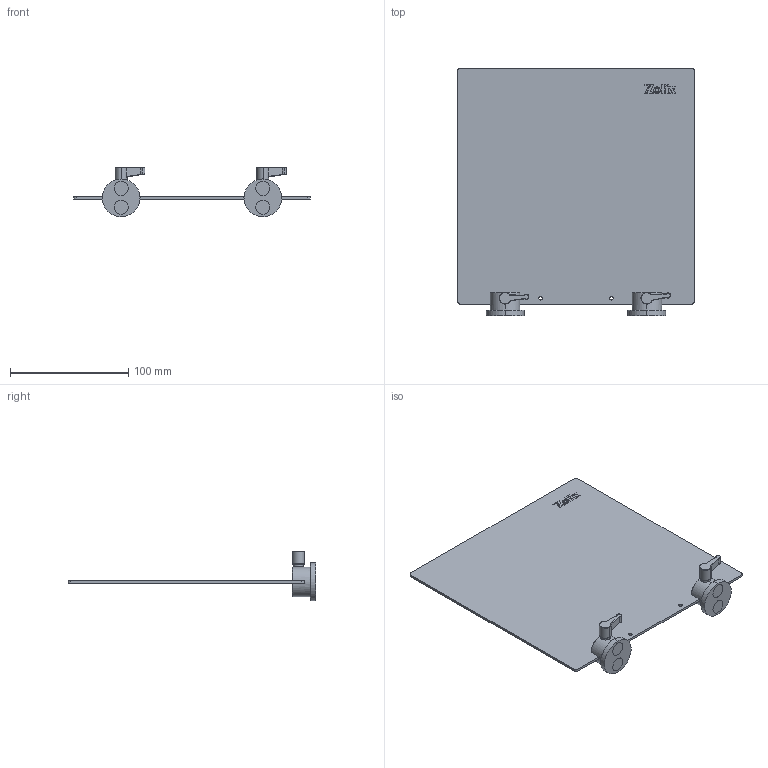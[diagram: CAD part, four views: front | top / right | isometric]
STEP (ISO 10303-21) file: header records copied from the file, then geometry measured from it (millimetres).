
FILE_DESCRIPTION (( 'STEP AP203' ), '1' );
FILE_NAME ('NBB200.STEP', '2019-05-10T01:20:25', ( '' ), ( '' ), 'SwSTEP 2.0', 'SolidWorks 2016', '' );
FILE_SCHEMA (( 'CONFIG_CONTROL_DESIGN' ));
Length unit declared in the file: millimetre
Products named in the file (1): NBB200
Bounding box: 200 x 210 x 41.9 mm (x, y, z)
Surface area: 89449.5 mm2 (no closed solid volume)
Topology: 0 solids, 17 shells, 118 faces, 564 edges, 462 vertices
Faces by surface type: cylinder 42, plane 40, torus 18, cone 10, bspline 8
Entity records: 6105 total; most frequent: CARTESIAN_POINT 1633, DIRECTION 882, ORIENTED_EDGE 784, EDGE_CURVE 564, VERTEX_POINT 462, VECTOR 372, LINE 372, AXIS2_PLACEMENT_3D 255
